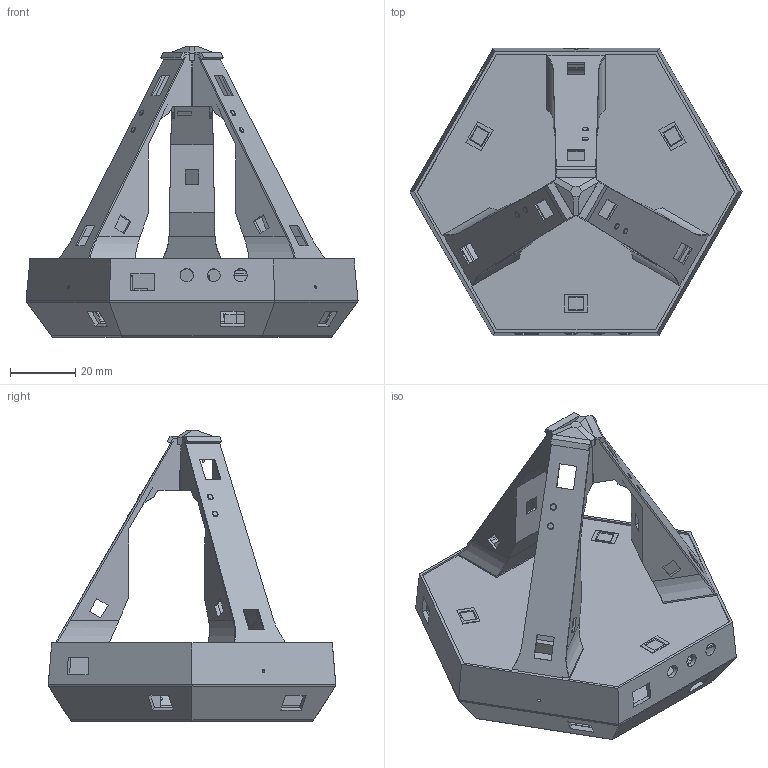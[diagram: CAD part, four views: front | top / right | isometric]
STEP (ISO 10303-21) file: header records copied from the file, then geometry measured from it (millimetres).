
FILE_DESCRIPTION(('CATIA V5 STEP Exchange'),'2;1');
FILE_NAME('TYTR_2001_Otus_rev1.4.stp','2019-01-07T16:03:37+00:00',('none'),('none'),'CATIA Version 5 Release 20 GA (IN-10)','CATIA V5 STEP AP203','none');
FILE_SCHEMA(('CONFIG_CONTROL_DESIGN'));
Products named in the file (1): TYTR_2001
Bounding box: 101.56 x 87.95 x 88.95 mm (x, y, z)
Volume: 39239.9 mm3; surface area: 74514 mm2
Topology: 39 solids, 40 shells, 2071 faces, 5422 edges, 3512 vertices
Faces by surface type: plane 1757, cylinder 250, cone 30, sphere 14, bspline 12, torus 8
Entity records: 63274 total; most frequent: CARTESIAN_POINT 13778, ORIENTED_EDGE 10840, DIRECTION 8731, EDGE_CURVE 5420, VECTOR 4818, LINE 4818, VERTEX_POINT 3512, EDGE_LOOP 2316
